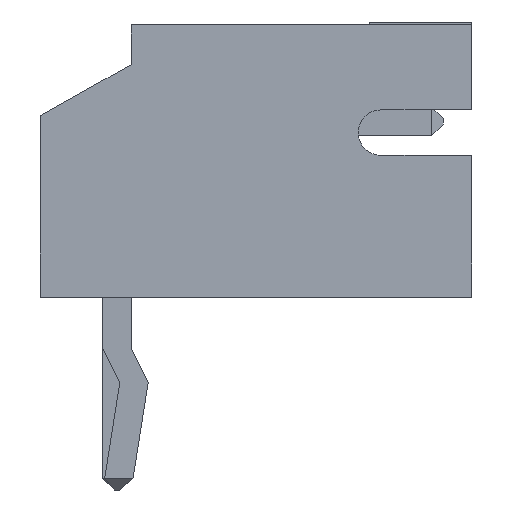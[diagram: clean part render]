
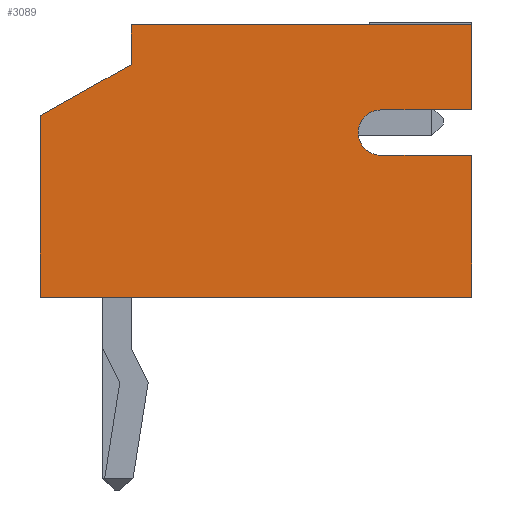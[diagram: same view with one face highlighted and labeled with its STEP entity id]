
A CAD part, left-side view. The second image highlights one B-rep face of the part: STEP entity #3089.
In plain terms, the highlighted planar face has unit normal (-1, 0, 0).
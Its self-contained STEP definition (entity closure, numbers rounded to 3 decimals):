
#1810 = VERTEX_POINT('',#1811);
#1811 = CARTESIAN_POINT('',(-1.95,-6.25,4.8));
#1817 = EDGE_CURVE('',#1810,#1818,#1820,.T.);
#1818 = VERTEX_POINT('',#1819);
#1819 = CARTESIAN_POINT('',(-1.95,-6.25,3.3));
#1820 = LINE('',#1821,#1822);
#1821 = CARTESIAN_POINT('',(-1.95,-6.25,4.8));
#1822 = VECTOR('',#1823,1.);
#1823 = DIRECTION('',(0.,0.,-1.));
#3042 = EDGE_CURVE('',#3043,#1810,#3045,.T.);
#3043 = VERTEX_POINT('',#3044);
#3044 = CARTESIAN_POINT('',(-1.95,-0.25,4.8));
#3045 = LINE('',#3046,#3047);
#3046 = CARTESIAN_POINT('',(-1.95,-0.25,4.8));
#3047 = VECTOR('',#3048,1.);
#3048 = DIRECTION('',(0.,-1.,0.));
#3089 = ADVANCED_FACE('',(#3090),#3165,.T.);
#3090 = FACE_BOUND('',#3091,.T.);
#3091 = EDGE_LOOP('',(#3092,#3100,#3108,#3116,#3124,#3132,#3140,#3148,
#3157,#3163,#3164));
#3092 = ORIENTED_EDGE('',*,*,#3093,.T.);
#3093 = EDGE_CURVE('',#3043,#3094,#3096,.T.);
#3094 = VERTEX_POINT('',#3095);
#3095 = CARTESIAN_POINT('',(-1.95,-0.25,4.1));
#3096 = LINE('',#3097,#3098);
#3097 = CARTESIAN_POINT('',(-1.95,-0.25,4.8));
#3098 = VECTOR('',#3099,1.);
#3099 = DIRECTION('',(0.,0.,-1.));
#3100 = ORIENTED_EDGE('',*,*,#3101,.T.);
#3101 = EDGE_CURVE('',#3094,#3102,#3104,.T.);
#3102 = VERTEX_POINT('',#3103);
#3103 = CARTESIAN_POINT('',(-1.95,1.35,3.2));
#3104 = LINE('',#3105,#3106);
#3105 = CARTESIAN_POINT('',(-1.95,-0.25,4.1));
#3106 = VECTOR('',#3107,1.);
#3107 = DIRECTION('',(0.,0.872,-0.49)
);
#3108 = ORIENTED_EDGE('',*,*,#3109,.T.);
#3109 = EDGE_CURVE('',#3102,#3110,#3112,.T.);
#3110 = VERTEX_POINT('',#3111);
#3111 = CARTESIAN_POINT('',(-1.95,1.35,0.));
#3112 = LINE('',#3113,#3114);
#3113 = CARTESIAN_POINT('',(-1.95,1.35,3.2));
#3114 = VECTOR('',#3115,1.);
#3115 = DIRECTION('',(-0.,0.,-1.));
#3116 = ORIENTED_EDGE('',*,*,#3117,.T.);
#3117 = EDGE_CURVE('',#3110,#3118,#3120,.T.);
#3118 = VERTEX_POINT('',#3119);
#3119 = CARTESIAN_POINT('',(-1.95,-6.25,0.));
#3120 = LINE('',#3121,#3122);
#3121 = CARTESIAN_POINT('',(-1.95,1.35,0.));
#3122 = VECTOR('',#3123,1.);
#3123 = DIRECTION('',(0.,-1.,0.));
#3124 = ORIENTED_EDGE('',*,*,#3125,.T.);
#3125 = EDGE_CURVE('',#3118,#3126,#3128,.T.);
#3126 = VERTEX_POINT('',#3127);
#3127 = CARTESIAN_POINT('',(-1.95,-6.25,0.3));
#3128 = LINE('',#3129,#3130);
#3129 = CARTESIAN_POINT('',(-1.95,-6.25,0.));
#3130 = VECTOR('',#3131,1.);
#3131 = DIRECTION('',(0.,0.,1.));
#3132 = ORIENTED_EDGE('',*,*,#3133,.F.);
#3133 = EDGE_CURVE('',#3134,#3126,#3136,.T.);
#3134 = VERTEX_POINT('',#3135);
#3135 = CARTESIAN_POINT('',(-1.95,-6.25,2.5));
#3136 = LINE('',#3137,#3138);
#3137 = CARTESIAN_POINT('',(-1.95,-6.25,4.8));
#3138 = VECTOR('',#3139,1.);
#3139 = DIRECTION('',(0.,0.,-1.));
#3140 = ORIENTED_EDGE('',*,*,#3141,.F.);
#3141 = EDGE_CURVE('',#3142,#3134,#3144,.T.);
#3142 = VERTEX_POINT('',#3143);
#3143 = CARTESIAN_POINT('',(-1.95,-4.65,2.5));
#3144 = LINE('',#3145,#3146);
#3145 = CARTESIAN_POINT('',(-1.95,-2.45,2.5));
#3146 = VECTOR('',#3147,1.);
#3147 = DIRECTION('',(0.,-1.,0.));
#3148 = ORIENTED_EDGE('',*,*,#3149,.T.);
#3149 = EDGE_CURVE('',#3142,#3150,#3152,.T.);
#3150 = VERTEX_POINT('',#3151);
#3151 = CARTESIAN_POINT('',(-1.95,-4.65,3.3));
#3152 = CIRCLE('',#3153,0.4);
#3153 = AXIS2_PLACEMENT_3D('',#3154,#3155,#3156);
#3154 = CARTESIAN_POINT('',(-1.95,-4.65,2.9));
#3155 = DIRECTION('',(1.,0.,0.));
#3156 = DIRECTION('',(0.,0.,1.));
#3157 = ORIENTED_EDGE('',*,*,#3158,.F.);
#3158 = EDGE_CURVE('',#1818,#3150,#3159,.T.);
#3159 = LINE('',#3160,#3161);
#3160 = CARTESIAN_POINT('',(-1.95,-3.25,3.3));
#3161 = VECTOR('',#3162,1.);
#3162 = DIRECTION('',(0.,1.,0.));
#3163 = ORIENTED_EDGE('',*,*,#1817,.F.);
#3164 = ORIENTED_EDGE('',*,*,#3042,.F.);
#3165 = PLANE('',#3166);
#3166 = AXIS2_PLACEMENT_3D('',#3167,#3168,#3169);
#3167 = CARTESIAN_POINT('',(-1.95,-0.25,4.8));
#3168 = DIRECTION('',(-1.,0.,0.));
#3169 = DIRECTION('',(0.,0.,1.));
